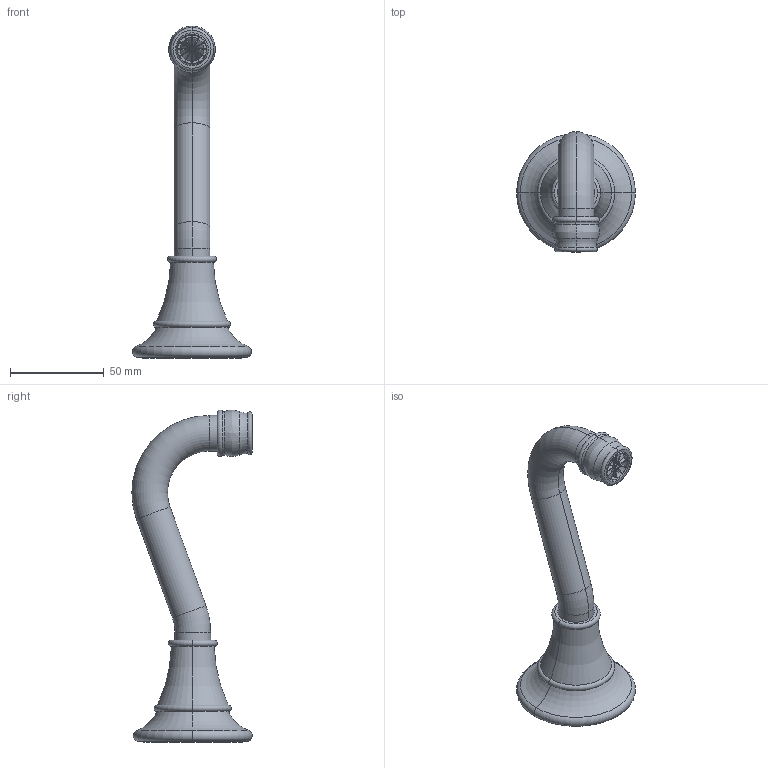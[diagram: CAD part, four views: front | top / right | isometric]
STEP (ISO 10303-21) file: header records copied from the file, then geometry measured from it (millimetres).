
FILE_DESCRIPTION((''),'2;1');
FILE_NAME('2-451_SW0001','2014-06-05T',('ravindrashirol'),(''),'PRO/ENGINEER BY PARAMETRIC TECHNOLOGY CORPORATION, 2012230','PRO/ENGINEER BY PARAMETRIC TECHNOLOGY CORPORATION, 2012230','');
FILE_SCHEMA(('CONFIG_CONTROL_DESIGN'));
Length unit declared in the file: inch
Products named in the file (1): 2-451_SW0001
Bounding box: 63.5 x 64.32 x 177.47 mm (x, y, z)
Surface area: 36534.2 mm2 (no closed solid volume)
Topology: 0 solids, 12 shells, 199 faces, 608 edges, 401 vertices
Faces by surface type: cylinder 95, plane 50, torus 30, cone 13, bspline 11
Entity records: 10626 total; most frequent: CARTESIAN_POINT 5264, DIRECTION 1108, ORIENTED_EDGE 1086, EDGE_CURVE 608, AXIS2_PLACEMENT_3D 433, VERTEX_POINT 401, CIRCLE 245, VECTOR 242
